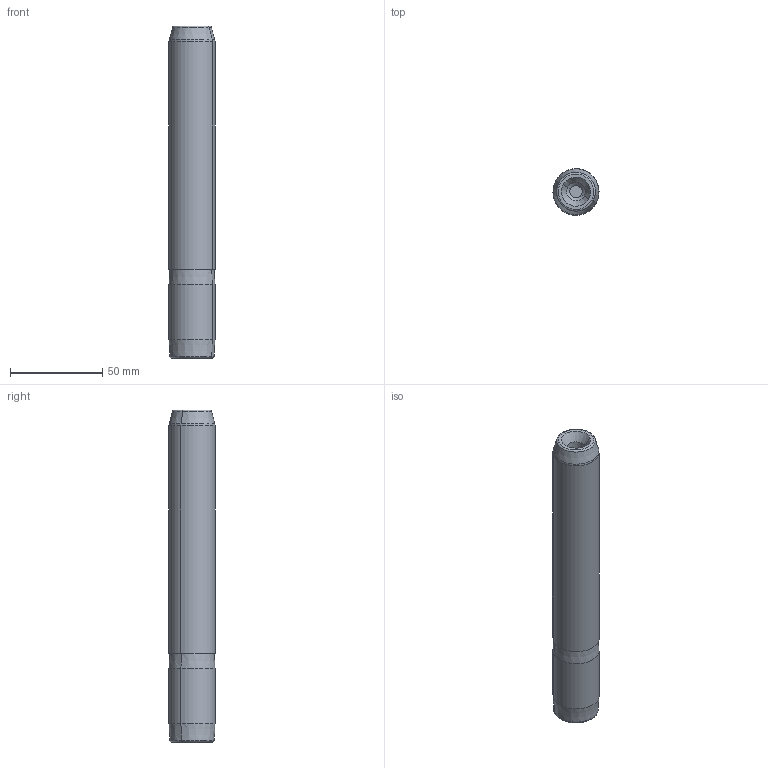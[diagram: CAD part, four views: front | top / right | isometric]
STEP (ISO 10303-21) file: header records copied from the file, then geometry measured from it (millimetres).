
FILE_DESCRIPTION(('CATIA V5 STEP Exchange'),'2;1');
FILE_NAME('RDCO109.25180.stp','2017-03-01T09:58:53+00:00',('none'),('none'),'CATIA Version 5 Release 19 GA (IN-10)','CATIA V5 STEP AP203','none');
FILE_SCHEMA(('CONFIG_CONTROL_DESIGN'));
Length unit declared in the file: millimetre
Products named in the file (1): RDCO109.25180
Bounding box: 24.99 x 24.99 x 180 mm (x, y, z)
Volume: 85644 mm3; surface area: 15449.7 mm2
Topology: 1 solids, 1 shells, 28 faces, 57 edges, 37 vertices
Faces by surface type: cone 10, cylinder 8, torus 6, plane 4
Entity records: 702 total; most frequent: CARTESIAN_POINT 114, ORIENTED_EDGE 108, DIRECTION 95, AXIS2_PLACEMENT_3D 56, EDGE_CURVE 54, CIRCLE 36, EDGE_LOOP 30, VERTEX_POINT 30
